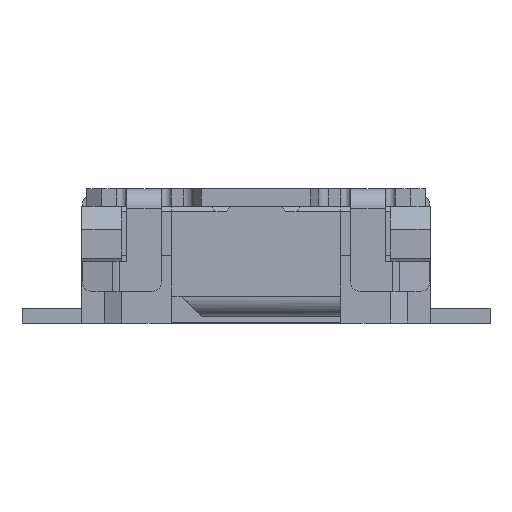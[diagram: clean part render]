
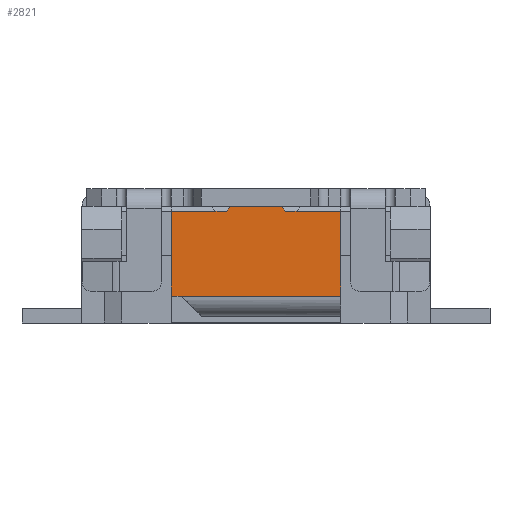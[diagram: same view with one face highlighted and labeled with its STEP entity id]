
A CAD part, top view. The second image highlights one B-rep face of the part: STEP entity #2821.
In plain terms, the highlighted planar face has unit normal (0, 0, 1).
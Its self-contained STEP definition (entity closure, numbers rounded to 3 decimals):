
#123 = VECTOR ( 'NONE', #3181, 1000. ) ;
#535 = ORIENTED_EDGE ( 'NONE', *, *, #4725, .F. ) ;
#698 = PLANE ( 'NONE',  #3127 ) ;
#836 = VECTOR ( 'NONE', #7444, 1000. ) ;
#946 = LINE ( 'NONE', #6272, #9036 ) ;
#1000 = VERTEX_POINT ( 'NONE', #1070 ) ;
#1070 = CARTESIAN_POINT ( 'NONE',  ( 0.85, 0.419, 2.1 ) ) ;
#1115 = DIRECTION ( 'NONE',  ( -1., 0., 0. ) ) ;
#1205 = CARTESIAN_POINT ( 'NONE',  ( 0.85, 1.319, 2.1 ) ) ;
#1331 = CARTESIAN_POINT ( 'NONE',  ( 0.25, 1.319, 2.1 ) ) ;
#1437 = LINE ( 'NONE', #3465, #836 ) ;
#1839 = VECTOR ( 'NONE', #3622, 1000. ) ;
#1849 = CARTESIAN_POINT ( 'NONE',  ( 0.85, 1.269, 2.1 ) ) ;
#1917 = DIRECTION ( 'NONE',  ( 0., -1., 0. ) ) ;
#2112 = DIRECTION ( 'NONE',  ( 0., 1., 0. ) ) ;
#2185 = EDGE_CURVE ( 'NONE', #7376, #9632, #4985, .T. ) ;
#2791 = ORIENTED_EDGE ( 'NONE', *, *, #4436, .F. ) ;
#2821 = ADVANCED_FACE ( 'NONE', ( #8109 ), #698, .F. ) ;
#2939 = CARTESIAN_POINT ( 'NONE',  ( -0.85, 1.269, 2.1 ) ) ;
#3084 = CARTESIAN_POINT ( 'NONE',  ( 0.85, 0.419, 2.1 ) ) ;
#3127 = AXIS2_PLACEMENT_3D ( 'NONE', #6864, #5308, #2112 ) ;
#3181 = DIRECTION ( 'NONE',  ( -1., 0., 0. ) ) ;
#3337 = DIRECTION ( 'NONE',  ( 1., 0., 0. ) ) ;
#3371 = CARTESIAN_POINT ( 'NONE',  ( -0.25, 1.319, 2.1 ) ) ;
#3401 = CARTESIAN_POINT ( 'NONE',  ( 0.85, 1.269, 2.1 ) ) ;
#3465 = CARTESIAN_POINT ( 'NONE',  ( -0.85, 1.319, 2.1 ) ) ;
#3530 = EDGE_CURVE ( 'NONE', #1000, #9685, #7974, .T. ) ;
#3622 = DIRECTION ( 'NONE',  ( 1., 0., 0. ) ) ;
#3651 = CARTESIAN_POINT ( 'NONE',  ( 0.85, 1.269, 2.1 ) ) ;
#3777 = EDGE_CURVE ( 'NONE', #5527, #1000, #5301, .T. ) ;
#3819 = EDGE_LOOP ( 'NONE', ( #5677, #9857, #8880, #5655, #7086, #3821, #6406, #2791, #535 ) ) ;
#3821 = ORIENTED_EDGE ( 'NONE', *, *, #5232, .F. ) ;
#3840 = VERTEX_POINT ( 'NONE', #5793 ) ;
#3945 = VERTEX_POINT ( 'NONE', #5884 ) ;
#3949 = LINE ( 'NONE', #8807, #7837 ) ;
#4436 = EDGE_CURVE ( 'NONE', #3945, #7376, #1437, .T. ) ;
#4725 = EDGE_CURVE ( 'NONE', #9685, #3945, #3949, .T. ) ;
#4985 = LINE ( 'NONE', #3651, #1839 ) ;
#5232 = EDGE_CURVE ( 'NONE', #9632, #7073, #946, .T. ) ;
#5301 = LINE ( 'NONE', #1205, #9169 ) ;
#5308 = DIRECTION ( 'NONE',  ( 0., 0., -1. ) ) ;
#5383 = VECTOR ( 'NONE', #3337, 1000. ) ;
#5402 = VECTOR ( 'NONE', #6628, 1000. ) ;
#5415 = EDGE_CURVE ( 'NONE', #3840, #5527, #7226, .T. ) ;
#5527 = VERTEX_POINT ( 'NONE', #1849 ) ;
#5655 = ORIENTED_EDGE ( 'NONE', *, *, #8244, .F. ) ;
#5661 = LINE ( 'NONE', #1331, #5402 ) ;
#5677 = ORIENTED_EDGE ( 'NONE', *, *, #3530, .F. ) ;
#5793 = CARTESIAN_POINT ( 'NONE',  ( 0.3, 1.269, 2.1 ) ) ;
#5884 = CARTESIAN_POINT ( 'NONE',  ( -0.85, 0.419, 2.1 ) ) ;
#6272 = CARTESIAN_POINT ( 'NONE',  ( -0.3, 1.269, 2.1 ) ) ;
#6406 = ORIENTED_EDGE ( 'NONE', *, *, #2185, .F. ) ;
#6628 = DIRECTION ( 'NONE',  ( 0.707, -0.707, 0. ) ) ;
#6864 = CARTESIAN_POINT ( 'NONE',  ( 0.85, 1.319, 2.1 ) ) ;
#6948 = DIRECTION ( 'NONE',  ( 0.707, 0.707, 0. ) ) ;
#7073 = VERTEX_POINT ( 'NONE', #3371 ) ;
#7085 = CARTESIAN_POINT ( 'NONE',  ( 0.85, 1.319, 2.1 ) ) ;
#7086 = ORIENTED_EDGE ( 'NONE', *, *, #9689, .F. ) ;
#7226 = LINE ( 'NONE', #3401, #5383 ) ;
#7324 = CARTESIAN_POINT ( 'NONE',  ( 0.25, 1.319, 2.1 ) ) ;
#7376 = VERTEX_POINT ( 'NONE', #2939 ) ;
#7444 = DIRECTION ( 'NONE',  ( 0., 1., 0. ) ) ;
#7693 = CARTESIAN_POINT ( 'NONE',  ( -0.3, 1.269, 2.1 ) ) ;
#7837 = VECTOR ( 'NONE', #1115, 1000. ) ;
#7894 = DIRECTION ( 'NONE',  ( 1., 0., 0. ) ) ;
#7974 = LINE ( 'NONE', #3084, #123 ) ;
#8050 = LINE ( 'NONE', #7085, #9256 ) ;
#8109 = FACE_OUTER_BOUND ( 'NONE', #3819, .T. ) ;
#8112 = VERTEX_POINT ( 'NONE', #7324 ) ;
#8244 = EDGE_CURVE ( 'NONE', #8112, #3840, #5661, .T. ) ;
#8807 = CARTESIAN_POINT ( 'NONE',  ( 0.85, 0.419, 2.1 ) ) ;
#8880 = ORIENTED_EDGE ( 'NONE', *, *, #5415, .F. ) ;
#9036 = VECTOR ( 'NONE', #6948, 1000. ) ;
#9169 = VECTOR ( 'NONE', #1917, 1000. ) ;
#9256 = VECTOR ( 'NONE', #7894, 1000. ) ;
#9434 = CARTESIAN_POINT ( 'NONE',  ( -0.75, 0.419, 2.1 ) ) ;
#9632 = VERTEX_POINT ( 'NONE', #7693 ) ;
#9685 = VERTEX_POINT ( 'NONE', #9434 ) ;
#9689 = EDGE_CURVE ( 'NONE', #7073, #8112, #8050, .T. ) ;
#9857 = ORIENTED_EDGE ( 'NONE', *, *, #3777, .F. ) ;
